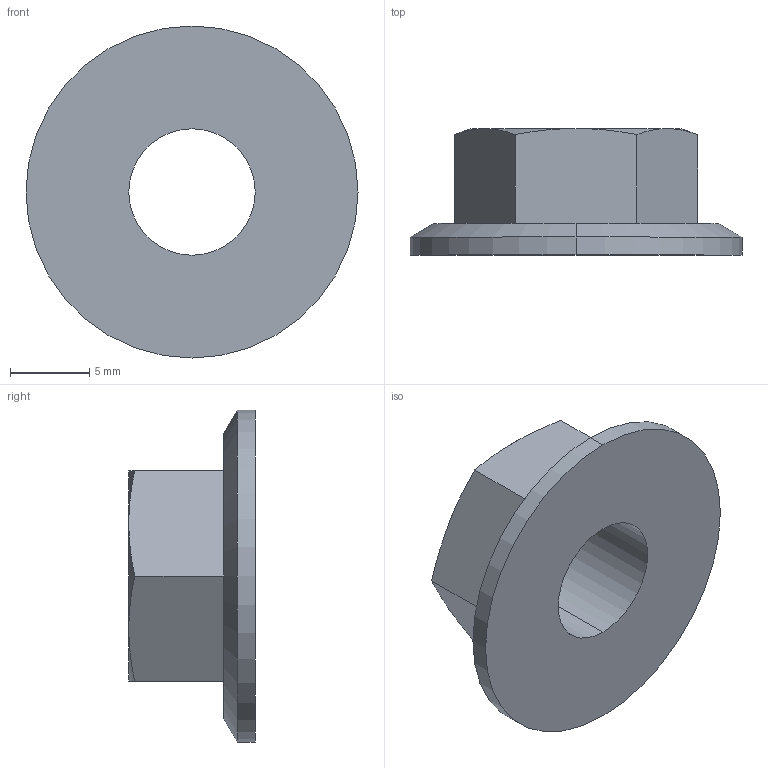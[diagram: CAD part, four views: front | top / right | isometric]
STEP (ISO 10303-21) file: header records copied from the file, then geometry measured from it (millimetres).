
FILE_DESCRIPTION (( 'STEP AP203' ), '1' );
FILE_NAME ('084.302.036.STEP', '2013-01-25T08:20:20', ( 'Alusic' ), ( 'Alusic' ), 'SwSTEP 2.0', 'SolidWorks 2011', '' );
FILE_SCHEMA (( 'CONFIG_CONTROL_DESIGN' ));
Length unit declared in the file: millimetre
Products named in the file (1): 084.302.036
Bounding box: 21 x 8 x 21 mm (x, y, z)
Volume: 1171.9 mm3; surface area: 1154.4 mm2
Topology: 1 solids, 1 shells, 21 faces, 46 edges, 28 vertices
Faces by surface type: plane 9, cone 8, cylinder 4
Entity records: 689 total; most frequent: CARTESIAN_POINT 156, DIRECTION 94, ORIENTED_EDGE 92, EDGE_CURVE 46, AXIS2_PLACEMENT_3D 38, VERTEX_POINT 28, EDGE_LOOP 24, FACE_OUTER_BOUND 21
